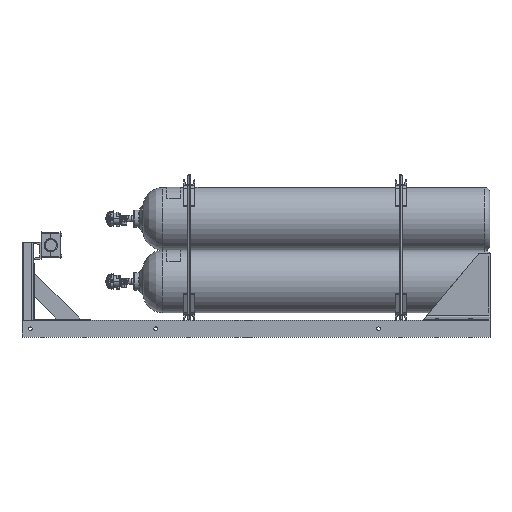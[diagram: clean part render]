
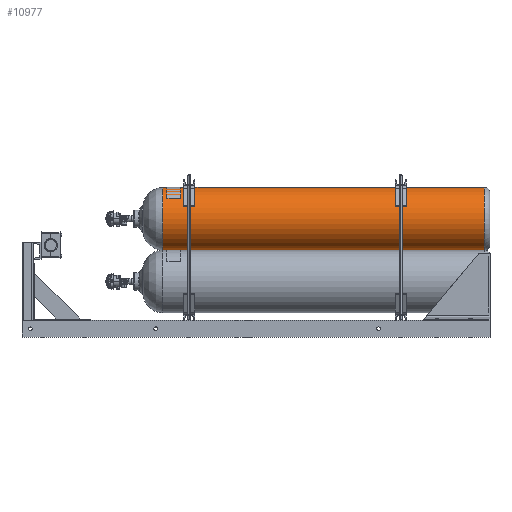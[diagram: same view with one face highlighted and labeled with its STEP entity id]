
A CAD part, left-side view. The second image highlights one B-rep face of the part: STEP entity #10977.
In plain terms, the highlighted cylindrical face has radius 142.85 mm (diameter 285.7 mm), a partial arc.
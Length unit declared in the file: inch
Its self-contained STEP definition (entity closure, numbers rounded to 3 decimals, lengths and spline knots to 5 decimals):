
#47 = CARTESIAN_POINT ( 'NONE',  ( 0., 0., 5.62402 ) ) ;
#1677 = CARTESIAN_POINT ( 'NONE',  ( 0., 0., 0. ) ) ;
#3923 = AXIS2_PLACEMENT_3D ( 'NONE', #33461, #48417, #13838 ) ;
#4710 = DIRECTION ( 'NONE',  ( 0., -1., 0. ) ) ;
#5904 = CARTESIAN_POINT ( 'NONE',  ( 0., -63., 5.62402 ) ) ;
#5962 = DIRECTION ( 'NONE',  ( 0., -1., 0. ) ) ;
#8495 = ORIENTED_EDGE ( 'NONE', *, *, #30488, .T. ) ;
#8572 = DIRECTION ( 'NONE',  ( 0., 0., -1. ) ) ;
#9075 = DIRECTION ( 'NONE',  ( 0., -1., 0. ) ) ;
#10977 = ADVANCED_FACE ( 'NONE', ( #20111 ), #27672, .T. ) ;
#13838 = DIRECTION ( 'NONE',  ( 0., 0., -1. ) ) ;
#14540 = AXIS2_PLACEMENT_3D ( 'NONE', #43646, #9075, #8572 ) ;
#14956 = ORIENTED_EDGE ( 'NONE', *, *, #38699, .F. ) ;
#15190 = DIRECTION ( 'NONE',  ( 0., -1., 0. ) ) ;
#18326 = CARTESIAN_POINT ( 'NONE',  ( 0., 0., -5.62402 ) ) ;
#19314 = VERTEX_POINT ( 'NONE', #5904 ) ;
#20111 = FACE_OUTER_BOUND ( 'NONE', #21168, .T. ) ;
#21168 = EDGE_LOOP ( 'NONE', ( #14956, #8495, #40539, #26212 ) ) ;
#21268 = VECTOR ( 'NONE', #15190, 39.37008 ) ;
#21619 = LINE ( 'NONE', #18326, #36867 ) ;
#23644 = CARTESIAN_POINT ( 'NONE',  ( 0., -5.29832, 5.62402 ) ) ;
#24881 = CIRCLE ( 'NONE', #3923, 5.62402 ) ;
#25894 = VERTEX_POINT ( 'NONE', #37182 ) ;
#26212 = ORIENTED_EDGE ( 'NONE', *, *, #32635, .F. ) ;
#27430 = DIRECTION ( 'NONE',  ( 0., 0., -1. ) ) ;
#27672 = CYLINDRICAL_SURFACE ( 'NONE', #34598, 5.62402 ) ;
#29625 = VERTEX_POINT ( 'NONE', #23644 ) ;
#30488 = EDGE_CURVE ( 'NONE', #29625, #31988, #38694, .T. ) ;
#31194 = EDGE_CURVE ( 'NONE', #31988, #25894, #21619, .T. ) ;
#31988 = VERTEX_POINT ( 'NONE', #37184 ) ;
#32635 = EDGE_CURVE ( 'NONE', #19314, #25894, #24881, .T. ) ;
#33461 = CARTESIAN_POINT ( 'NONE',  ( 0., -63., 0. ) ) ;
#34598 = AXIS2_PLACEMENT_3D ( 'NONE', #1677, #4710, #27430 ) ;
#36867 = VECTOR ( 'NONE', #5962, 39.37008 ) ;
#37182 = CARTESIAN_POINT ( 'NONE',  ( 0., -63., -5.62402 ) ) ;
#37184 = CARTESIAN_POINT ( 'NONE',  ( 0., -5.29832, -5.62402 ) ) ;
#38637 = LINE ( 'NONE', #47, #21268 ) ;
#38694 = CIRCLE ( 'NONE', #14540, 5.62402 ) ;
#38699 = EDGE_CURVE ( 'NONE', #29625, #19314, #38637, .T. ) ;
#40539 = ORIENTED_EDGE ( 'NONE', *, *, #31194, .T. ) ;
#43646 = CARTESIAN_POINT ( 'NONE',  ( 0., -5.29832, 0. ) ) ;
#48417 = DIRECTION ( 'NONE',  ( 0., -1., 0. ) ) ;
